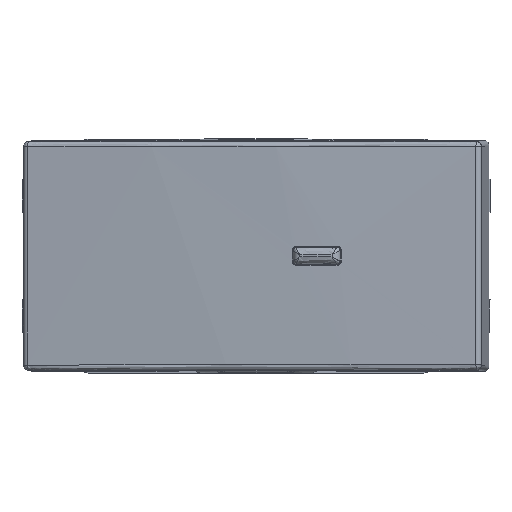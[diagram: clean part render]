
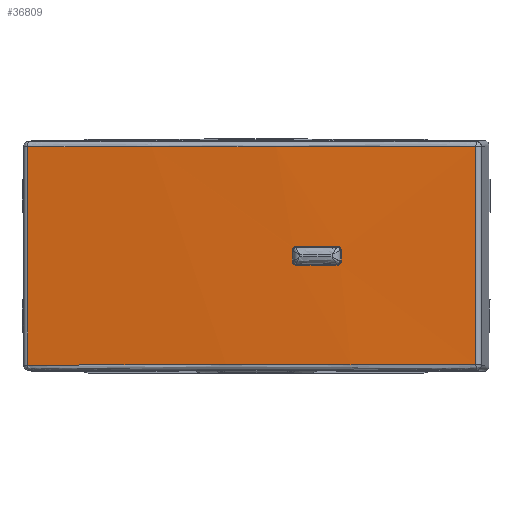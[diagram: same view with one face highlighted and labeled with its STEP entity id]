
A CAD part, top view. The second image highlights one B-rep face of the part: STEP entity #36809.
In plain terms, the highlighted cylindrical face has radius 400 mm (diameter 800 mm), a partial arc.
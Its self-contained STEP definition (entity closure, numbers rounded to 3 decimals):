
#500 = ORIENTED_EDGE ( 'NONE', *, *, #21403, .T. ) ;
#512 = CARTESIAN_POINT ( 'NONE',  ( 3.515, -6.308, 19.322 ) ) ;
#578 = VECTOR ( 'NONE', #35730, 1000. ) ;
#1373 = B_SPLINE_CURVE_WITH_KNOTS ( 'NONE', 3,
 ( #50041, #49459, #26253, #22679, #9310, #8724 ),
 .UNSPECIFIED., .F., .F.,
 ( 4, 2, 4 ),
 ( 0., 0., 0.001 ),
 .UNSPECIFIED. ) ;
#1509 = VERTEX_POINT ( 'NONE', #33567 ) ;
#2302 = CARTESIAN_POINT ( 'NONE',  ( 6.688, -16.033, 19.869 ) ) ;
#2372 = B_SPLINE_CURVE_WITH_KNOTS ( 'NONE', 3,
 ( #21057, #52283, #38297, #11554, #16623, #39189 ),
 .UNSPECIFIED., .F., .F.,
 ( 4, 2, 4 ),
 ( 0., 0., 0.001 ),
 .UNSPECIFIED. ) ;
#3673 = CARTESIAN_POINT ( 'NONE',  ( 3.766, -4.7, 19.345 ) ) ;
#3779 = CARTESIAN_POINT ( 'NONE',  ( 21.059, -16.047, 20.592 ) ) ;
#3955 = LINE ( 'NONE', #53883, #578 ) ;
#4185 = B_SPLINE_CURVE_WITH_KNOTS ( 'NONE', 3,
 ( #11598, #30303, #57398, #11910 ),
 .UNSPECIFIED., .F., .F.,
 ( 4, 4 ),
 ( 0., 1. ),
 .UNSPECIFIED. ) ;
#4835 = DIRECTION ( 'NONE',  ( 0., 0., 1. ) ) ;
#4948 = CARTESIAN_POINT ( 'NONE',  ( 3.664, -6.458, 19.336 ) ) ;
#5378 = EDGE_CURVE ( 'NONE', #13261, #46559, #41118, .T. ) ;
#6178 = CARTESIAN_POINT ( 'NONE',  ( -21.854, -16.047, 16.103 ) ) ;
#6870 = CIRCLE ( 'NONE', #40096, 400. ) ;
#7708 = CARTESIAN_POINT ( 'NONE',  ( 7.756, -4.7, 19.7 ) ) ;
#7846 = CARTESIAN_POINT ( 'NONE',  ( 3.515, -4.892, 19.322 ) ) ;
#8401 = EDGE_CURVE ( 'NONE', #24895, #43061, #57834, .T. ) ;
#8724 = CARTESIAN_POINT ( 'NONE',  ( 8.155, -5.1, 19.733 ) ) ;
#8834 = CARTESIAN_POINT ( 'NONE',  ( 7.756, -6.5, 19.7 ) ) ;
#8990 = AXIS2_PLACEMENT_3D ( 'NONE', #27088, #13759, #4835 ) ;
#9310 = CARTESIAN_POINT ( 'NONE',  ( 8.155, -4.994, 19.733 ) ) ;
#11554 = CARTESIAN_POINT ( 'NONE',  ( 7.964, -6.458, 19.717 ) ) ;
#11598 = CARTESIAN_POINT ( 'NONE',  ( 21.059, 4.847, 20.592 ) ) ;
#11615 = ORIENTED_EDGE ( 'NONE', *, *, #5378, .T. ) ;
#11652 = CARTESIAN_POINT ( 'NONE',  ( 8.155, -5.6, 19.733 ) ) ;
#11910 = CARTESIAN_POINT ( 'NONE',  ( -21.854, 4.847, 16.103 ) ) ;
#12491 = EDGE_CURVE ( 'NONE', #23464, #44425, #1373, .T. ) ;
#13160 = VERTEX_POINT ( 'NONE', #3779 ) ;
#13261 = VERTEX_POINT ( 'NONE', #44776 ) ;
#13314 = B_SPLINE_CURVE_WITH_KNOTS ( 'NONE', 3,
 ( #36739, #50150, #4948, #512, #54891, #14173 ),
 .UNSPECIFIED., .F., .F.,
 ( 4, 2, 4 ),
 ( 0., 0., 0.001 ),
 .UNSPECIFIED. ) ;
#13385 = CARTESIAN_POINT ( 'NONE',  ( 3.871, -4.7, 19.355 ) ) ;
#13386 = EDGE_CURVE ( 'NONE', #15304, #13261, #29228, .T. ) ;
#13678 = ORIENTED_EDGE ( 'NONE', *, *, #39050, .T. ) ;
#13759 = DIRECTION ( 'NONE',  ( 0., 1., 0. ) ) ;
#14173 = CARTESIAN_POINT ( 'NONE',  ( 3.473, -6.1, 19.318 ) ) ;
#14514 = CARTESIAN_POINT ( 'NONE',  ( 3.473, -6.1, 19.318 ) ) ;
#15246 = EDGE_LOOP ( 'NONE', ( #33905, #19934, #30915, #500 ) ) ;
#15304 = VERTEX_POINT ( 'NONE', #14514 ) ;
#15480 = DIRECTION ( 'NONE',  ( 0., -1., 0. ) ) ;
#16623 = CARTESIAN_POINT ( 'NONE',  ( 7.862, -6.5, 19.709 ) ) ;
#17005 = AXIS2_PLACEMENT_3D ( 'NONE', #56210, #15480, #33587 ) ;
#18060 = ORIENTED_EDGE ( 'NONE', *, *, #8401, .T. ) ;
#19635 = EDGE_CURVE ( 'NONE', #27812, #56321, #24924, .T. ) ;
#19934 = ORIENTED_EDGE ( 'NONE', *, *, #36274, .T. ) ;
#20050 = CARTESIAN_POINT ( 'NONE',  ( 8.155, -5.1, 19.733 ) ) ;
#21057 = CARTESIAN_POINT ( 'NONE',  ( 8.155, -6.1, 19.733 ) ) ;
#21403 = EDGE_CURVE ( 'NONE', #56321, #13160, #46685, .T. ) ;
#22373 = FACE_BOUND ( 'NONE', #55323, .T. ) ;
#22679 = CARTESIAN_POINT ( 'NONE',  ( 8.113, -4.892, 19.73 ) ) ;
#23464 = VERTEX_POINT ( 'NONE', #7708 ) ;
#23917 = DIRECTION ( 'NONE',  ( 0., 1., 0. ) ) ;
#24283 = CARTESIAN_POINT ( 'NONE',  ( 21.059, -16.047, 20.592 ) ) ;
#24339 = VERTEX_POINT ( 'NONE', #28590 ) ;
#24895 = VERTEX_POINT ( 'NONE', #8834 ) ;
#24924 = LINE ( 'NONE', #49328, #48562 ) ;
#25037 = CARTESIAN_POINT ( 'NONE',  ( 3.871, -6.5, 19.355 ) ) ;
#25045 = CARTESIAN_POINT ( 'NONE',  ( 3.664, -4.742, 19.336 ) ) ;
#25312 = DIRECTION ( 'NONE',  ( 0., -1., 0. ) ) ;
#26253 = CARTESIAN_POINT ( 'NONE',  ( 7.964, -4.742, 19.717 ) ) ;
#27088 = CARTESIAN_POINT ( 'NONE',  ( 41.158, -5.6, -378.903 ) ) ;
#27812 = VERTEX_POINT ( 'NONE', #37917 ) ;
#28590 = CARTESIAN_POINT ( 'NONE',  ( 21.059, 4.847, 20.592 ) ) ;
#29005 = CARTESIAN_POINT ( 'NONE',  ( -7.644, -16.033, 18.369 ) ) ;
#29228 = LINE ( 'NONE', #33994, #46876 ) ;
#30303 = CARTESIAN_POINT ( 'NONE',  ( 6.688, 4.833, 19.869 ) ) ;
#30693 = EDGE_CURVE ( 'NONE', #44425, #1509, #52382, .T. ) ;
#30915 = ORIENTED_EDGE ( 'NONE', *, *, #19635, .T. ) ;
#30980 = CARTESIAN_POINT ( 'NONE',  ( 3.473, -5.1, 19.318 ) ) ;
#31149 = EDGE_CURVE ( 'NONE', #43061, #15304, #13314, .T. ) ;
#33567 = CARTESIAN_POINT ( 'NONE',  ( 8.155, -6.1, 19.733 ) ) ;
#33587 = DIRECTION ( 'NONE',  ( 0., 0., 1. ) ) ;
#33905 = ORIENTED_EDGE ( 'NONE', *, *, #43131, .T. ) ;
#33994 = CARTESIAN_POINT ( 'NONE',  ( 3.473, -5.6, 19.318 ) ) ;
#34640 = ORIENTED_EDGE ( 'NONE', *, *, #47982, .T. ) ;
#34752 = DIRECTION ( 'NONE',  ( 0., -1., 0. ) ) ;
#35730 = DIRECTION ( 'NONE',  ( 0., 1., 0. ) ) ;
#36037 = FACE_OUTER_BOUND ( 'NONE', #15246, .T. ) ;
#36274 = EDGE_CURVE ( 'NONE', #24339, #27812, #4185, .T. ) ;
#36739 = CARTESIAN_POINT ( 'NONE',  ( 3.871, -6.5, 19.355 ) ) ;
#36809 = ADVANCED_FACE ( 'NONE', ( #22373, #36037 ), #46424, .T. ) ;
#37340 = ORIENTED_EDGE ( 'NONE', *, *, #31149, .T. ) ;
#37917 = CARTESIAN_POINT ( 'NONE',  ( -21.854, 4.847, 16.103 ) ) ;
#38113 = VECTOR ( 'NONE', #25312, 1000. ) ;
#38166 = DIRECTION ( 'NONE',  ( 0., 0., 1. ) ) ;
#38297 = CARTESIAN_POINT ( 'NONE',  ( 8.113, -6.308, 19.73 ) ) ;
#39050 = EDGE_CURVE ( 'NONE', #46559, #23464, #6870, .T. ) ;
#39189 = CARTESIAN_POINT ( 'NONE',  ( 7.756, -6.5, 19.7 ) ) ;
#40096 = AXIS2_PLACEMENT_3D ( 'NONE', #42641, #23917, #38166 ) ;
#41118 = B_SPLINE_CURVE_WITH_KNOTS ( 'NONE', 3,
 ( #30980, #44389, #7846, #25045, #3673, #53310 ),
 .UNSPECIFIED., .F., .F.,
 ( 4, 2, 4 ),
 ( 0., 0., 0.001 ),
 .UNSPECIFIED. ) ;
#41151 = ORIENTED_EDGE ( 'NONE', *, *, #13386, .T. ) ;
#42039 = DIRECTION ( 'NONE',  ( 0., 1., 0. ) ) ;
#42641 = CARTESIAN_POINT ( 'NONE',  ( 41.158, -4.7, -378.903 ) ) ;
#43061 = VERTEX_POINT ( 'NONE', #25037 ) ;
#43131 = EDGE_CURVE ( 'NONE', #13160, #24339, #3955, .T. ) ;
#44351 = CARTESIAN_POINT ( 'NONE',  ( -21.854, -16.047, 16.103 ) ) ;
#44389 = CARTESIAN_POINT ( 'NONE',  ( 3.473, -4.994, 19.318 ) ) ;
#44425 = VERTEX_POINT ( 'NONE', #20050 ) ;
#44776 = CARTESIAN_POINT ( 'NONE',  ( 3.473, -5.1, 19.318 ) ) ;
#46424 = CYLINDRICAL_SURFACE ( 'NONE', #8990, 400. ) ;
#46559 = VERTEX_POINT ( 'NONE', #13385 ) ;
#46685 = B_SPLINE_CURVE_WITH_KNOTS ( 'NONE', 3,
 ( #6178, #29005, #2302, #24283 ),
 .UNSPECIFIED., .F., .F.,
 ( 4, 4 ),
 ( 0., 1. ),
 .UNSPECIFIED. ) ;
#46876 = VECTOR ( 'NONE', #42039, 1000. ) ;
#47982 = EDGE_CURVE ( 'NONE', #1509, #24895, #2372, .T. ) ;
#48562 = VECTOR ( 'NONE', #34752, 1000. ) ;
#49328 = CARTESIAN_POINT ( 'NONE',  ( -21.854, -5.6, 16.103 ) ) ;
#49459 = CARTESIAN_POINT ( 'NONE',  ( 7.862, -4.7, 19.709 ) ) ;
#50041 = CARTESIAN_POINT ( 'NONE',  ( 7.756, -4.7, 19.7 ) ) ;
#50088 = ORIENTED_EDGE ( 'NONE', *, *, #12491, .T. ) ;
#50150 = CARTESIAN_POINT ( 'NONE',  ( 3.766, -6.5, 19.345 ) ) ;
#52283 = CARTESIAN_POINT ( 'NONE',  ( 8.155, -6.206, 19.733 ) ) ;
#52382 = LINE ( 'NONE', #11652, #38113 ) ;
#53310 = CARTESIAN_POINT ( 'NONE',  ( 3.871, -4.7, 19.355 ) ) ;
#53883 = CARTESIAN_POINT ( 'NONE',  ( 21.059, -5.6, 20.592 ) ) ;
#54891 = CARTESIAN_POINT ( 'NONE',  ( 3.473, -6.206, 19.318 ) ) ;
#55323 = EDGE_LOOP ( 'NONE', ( #50088, #57483, #34640, #18060, #37340, #41151, #11615, #13678 ) ) ;
#56210 = CARTESIAN_POINT ( 'NONE',  ( 41.158, -6.5, -378.903 ) ) ;
#56321 = VERTEX_POINT ( 'NONE', #44351 ) ;
#57398 = CARTESIAN_POINT ( 'NONE',  ( -7.644, 4.833, 18.369 ) ) ;
#57483 = ORIENTED_EDGE ( 'NONE', *, *, #30693, .T. ) ;
#57834 = CIRCLE ( 'NONE', #17005, 400. ) ;
